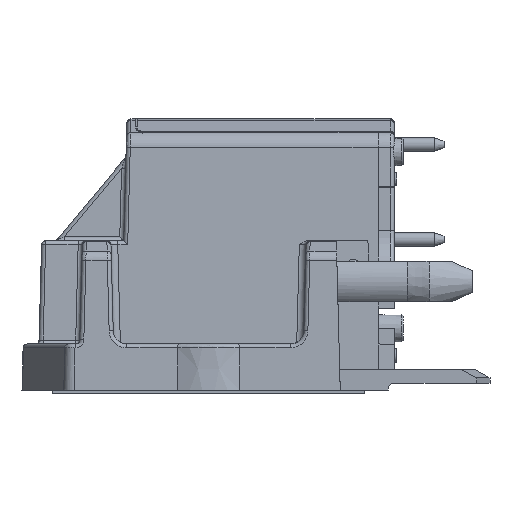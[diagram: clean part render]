
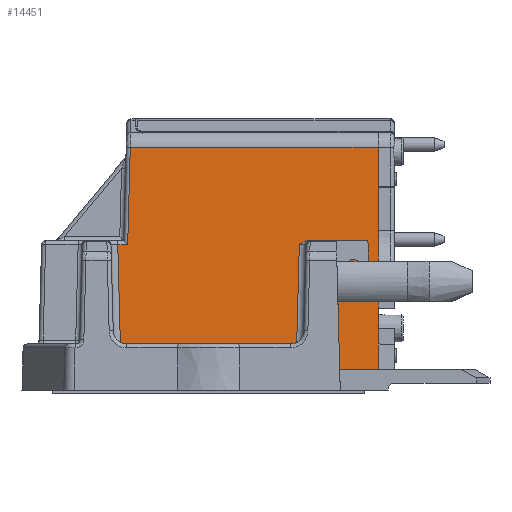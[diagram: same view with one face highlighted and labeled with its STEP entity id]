
A CAD part, left-side view. The second image highlights one B-rep face of the part: STEP entity #14451.
In plain terms, the highlighted planar face has unit normal (-1, 0, 0.026).
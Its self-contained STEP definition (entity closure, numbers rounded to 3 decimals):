
#176=B_SPLINE_CURVE_WITH_KNOTS('',3,(#21052,#21053,#21054,#21055),
 .UNSPECIFIED.,.F.,.F.,(4,4),(0.,0.001),.UNSPECIFIED.);
#530=ELLIPSE('',#15526,0.3,0.3);
#802=LINE('',#20827,#2097);
#809=LINE('',#20842,#2104);
#818=LINE('',#20859,#2113);
#878=LINE('',#21040,#2173);
#879=LINE('',#21042,#2174);
#880=LINE('',#21044,#2175);
#881=LINE('',#21046,#2176);
#882=LINE('',#21048,#2177);
#883=LINE('',#21050,#2178);
#884=LINE('',#21057,#2179);
#885=LINE('',#21061,#2180);
#886=LINE('',#21062,#2181);
#2097=VECTOR('',#16901,1000.);
#2104=VECTOR('',#16910,1000.);
#2113=VECTOR('',#16921,1000.);
#2173=VECTOR('',#17027,1000.);
#2174=VECTOR('',#17028,1000.);
#2175=VECTOR('',#17029,1000.);
#2176=VECTOR('',#17030,1000.);
#2177=VECTOR('',#17031,1000.);
#2178=VECTOR('',#17032,1000.);
#2179=VECTOR('',#17033,1000.);
#2180=VECTOR('',#17036,1000.);
#2181=VECTOR('',#17037,1000.);
#3889=ORIENTED_EDGE('',*,*,#8220,.T.);
#3890=ORIENTED_EDGE('',*,*,#8221,.T.);
#3891=ORIENTED_EDGE('',*,*,#8222,.T.);
#3892=ORIENTED_EDGE('',*,*,#8223,.T.);
#3893=ORIENTED_EDGE('',*,*,#8224,.T.);
#3894=ORIENTED_EDGE('',*,*,#8225,.T.);
#3895=ORIENTED_EDGE('',*,*,#8226,.T.);
#3896=ORIENTED_EDGE('',*,*,#8227,.T.);
#3897=ORIENTED_EDGE('',*,*,#8228,.T.);
#3898=ORIENTED_EDGE('',*,*,#8229,.T.);
#3899=ORIENTED_EDGE('',*,*,#8146,.T.);
#3900=ORIENTED_EDGE('',*,*,#8130,.F.);
#3901=ORIENTED_EDGE('',*,*,#8230,.F.);
#3902=ORIENTED_EDGE('',*,*,#8137,.F.);
#8130=EDGE_CURVE('',#10299,#10301,#802,.T.);
#8137=EDGE_CURVE('',#10307,#10304,#809,.T.);
#8146=EDGE_CURVE('',#10315,#10301,#818,.T.);
#8220=EDGE_CURVE('',#10307,#10383,#878,.T.);
#8221=EDGE_CURVE('',#10383,#10384,#879,.F.);
#8222=EDGE_CURVE('',#10384,#10385,#880,.F.);
#8223=EDGE_CURVE('',#10385,#10386,#881,.F.);
#8224=EDGE_CURVE('',#10386,#10387,#882,.T.);
#8225=EDGE_CURVE('',#10387,#10388,#883,.T.);
#8226=EDGE_CURVE('',#10388,#10389,#176,.F.);
#8227=EDGE_CURVE('',#10389,#10390,#884,.F.);
#8228=EDGE_CURVE('',#10390,#10391,#530,.F.);
#8229=EDGE_CURVE('',#10391,#10315,#885,.T.);
#8230=EDGE_CURVE('',#10304,#10299,#886,.F.);
#10299=VERTEX_POINT('',#20825);
#10301=VERTEX_POINT('',#20828);
#10304=VERTEX_POINT('',#20835);
#10307=VERTEX_POINT('',#20841);
#10315=VERTEX_POINT('',#20860);
#10383=VERTEX_POINT('',#21041);
#10384=VERTEX_POINT('',#21043);
#10385=VERTEX_POINT('',#21045);
#10386=VERTEX_POINT('',#21047);
#10387=VERTEX_POINT('',#21049);
#10388=VERTEX_POINT('',#21051);
#10389=VERTEX_POINT('',#21056);
#10390=VERTEX_POINT('',#21058);
#10391=VERTEX_POINT('',#21060);
#11993=EDGE_LOOP('',(#3889,#3890,#3891,#3892,#3893,#3894,#3895,#3896,#3897,
#3898,#3899,#3900,#3901,#3902));
#13001=FACE_BOUND('',#11993,.T.);
#13997=PLANE('',#15525);
#14451=ADVANCED_FACE('',(#13001),#13997,.T.);
#15525=AXIS2_PLACEMENT_3D('',#21039,#17025,#17026);
#15526=AXIS2_PLACEMENT_3D('',#21059,#17034,#17035);
#16901=DIRECTION('',(-0.026,0.,-1.));
#16910=DIRECTION('',(-0.026,0.,-1.));
#16921=DIRECTION('',(0.,-1.,0.));
#17025=DIRECTION('',(-1.,0.,0.026));
#17026=DIRECTION('',(0.026,0.,1.));
#17027=DIRECTION('',(0.,1.,0.));
#17028=DIRECTION('',(0.026,-0.026,0.999));
#17029=DIRECTION('',(0.,-1.,0.));
#17030=DIRECTION('',(0.026,0.026,0.999));
#17031=DIRECTION('',(0.,-1.,0.));
#17032=DIRECTION('',(0.026,-0.026,0.999));
#17033=DIRECTION('',(0.,1.,0.));
#17034=DIRECTION('',(-1.,0.,0.026));
#17035=DIRECTION('',(0.026,0.,1.));
#17036=DIRECTION('',(-0.026,-0.026,-0.999));
#17037=DIRECTION('',(0.026,0.,1.));
#20825=CARTESIAN_POINT('',(-30.5,-12.5,3.4));
#20827=CARTESIAN_POINT('',(-30.327,-12.5,9.998));
#20828=CARTESIAN_POINT('',(-30.55,-12.5,1.5));
#20835=CARTESIAN_POINT('',(-30.196,-12.5,15.01));
#20841=CARTESIAN_POINT('',(-30.12,-12.5,17.898));
#20842=CARTESIAN_POINT('',(-30.327,-12.5,9.998));
#20859=CARTESIAN_POINT('',(-30.55,79.285,1.5));
#20860=CARTESIAN_POINT('',(-30.55,-9.67,1.5));
#21039=CARTESIAN_POINT('',(-30.5,0.,3.4));
#21040=CARTESIAN_POINT('',(-30.12,0.,17.898));
#21041=CARTESIAN_POINT('',(-30.12,5.769,17.898));
#21042=CARTESIAN_POINT('',(-30.496,6.145,3.561));
#21043=CARTESIAN_POINT('',(-30.309,5.958,10.708));
#21044=CARTESIAN_POINT('',(-30.309,6.699,10.708));
#21045=CARTESIAN_POINT('',(-30.309,6.692,10.708));
#21046=CARTESIAN_POINT('',(-30.5,6.501,3.413));
#21047=CARTESIAN_POINT('',(-30.5,6.5,3.4));
#21048=CARTESIAN_POINT('',(-30.5,0.,3.4));
#21049=CARTESIAN_POINT('',(-30.5,-6.5,3.4));
#21050=CARTESIAN_POINT('',(-30.301,-6.7,11.013));
#21051=CARTESIAN_POINT('',(-30.309,-6.692,10.708));
#21052=CARTESIAN_POINT('',(-30.301,-7.31,11.));
#21053=CARTESIAN_POINT('',(-30.301,-7.075,11.));
#21054=CARTESIAN_POINT('',(-30.305,-6.875,10.85));
#21055=CARTESIAN_POINT('',(-30.309,-6.692,10.708));
#21056=CARTESIAN_POINT('',(-30.301,-7.31,11.));
#21057=CARTESIAN_POINT('',(-30.301,0.,11.));
#21058=CARTESIAN_POINT('',(-30.301,-9.129,11.));
#21059=CARTESIAN_POINT('',(-30.309,-9.129,10.7));
#21060=CARTESIAN_POINT('',(-30.309,-9.429,10.708));
#21061=CARTESIAN_POINT('',(-30.385,-9.506,7.775));
#21062=CARTESIAN_POINT('',(-30.301,-12.5,10.995));
